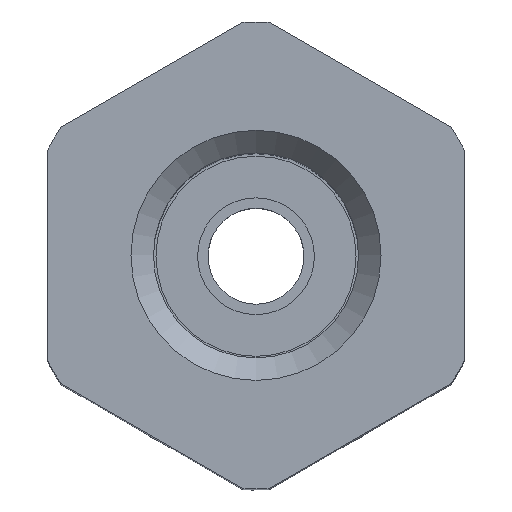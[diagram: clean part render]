
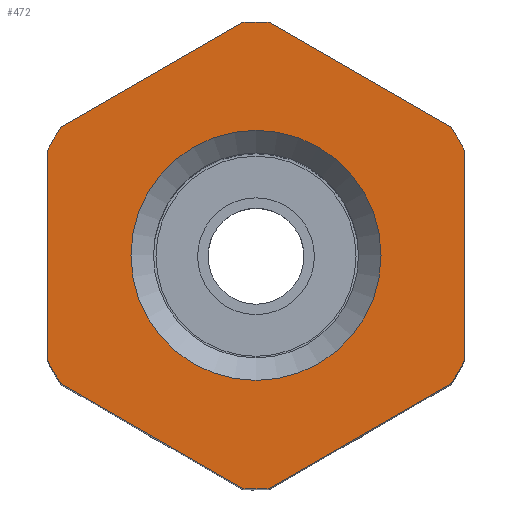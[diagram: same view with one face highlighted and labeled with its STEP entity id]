
A CAD part, top view. The second image highlights one B-rep face of the part: STEP entity #472.
In plain terms, the highlighted planar face has unit normal (0, 0, 1).
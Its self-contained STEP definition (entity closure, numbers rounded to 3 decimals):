
#51=LINE('',#839,#69);
#52=LINE('',#840,#70);
#53=LINE('',#841,#71);
#54=LINE('',#842,#72);
#55=LINE('',#843,#73);
#56=LINE('',#844,#74);
#69=VECTOR('',#652,1000.);
#70=VECTOR('',#653,1000.);
#71=VECTOR('',#654,1000.);
#72=VECTOR('',#655,1000.);
#73=VECTOR('',#656,1000.);
#74=VECTOR('',#657,1000.);
#135=ORIENTED_EDGE('',*,*,#253,.F.);
#136=ORIENTED_EDGE('',*,*,#254,.T.);
#137=ORIENTED_EDGE('',*,*,#224,.F.);
#138=ORIENTED_EDGE('',*,*,#255,.T.);
#139=ORIENTED_EDGE('',*,*,#218,.F.);
#140=ORIENTED_EDGE('',*,*,#256,.T.);
#141=ORIENTED_EDGE('',*,*,#236,.F.);
#142=ORIENTED_EDGE('',*,*,#257,.T.);
#143=ORIENTED_EDGE('',*,*,#232,.F.);
#144=ORIENTED_EDGE('',*,*,#258,.T.);
#145=ORIENTED_EDGE('',*,*,#228,.F.);
#146=ORIENTED_EDGE('',*,*,#259,.T.);
#147=ORIENTED_EDGE('',*,*,#260,.T.);
#218=EDGE_CURVE('',#280,#281,#324,.T.);
#224=EDGE_CURVE('',#286,#287,#327,.T.);
#228=EDGE_CURVE('',#290,#291,#329,.T.);
#232=EDGE_CURVE('',#294,#295,#331,.T.);
#236=EDGE_CURVE('',#298,#299,#333,.T.);
#253=EDGE_CURVE('',#306,#307,#339,.T.);
#254=EDGE_CURVE('',#306,#287,#51,.T.);
#255=EDGE_CURVE('',#286,#281,#52,.T.);
#256=EDGE_CURVE('',#280,#299,#53,.T.);
#257=EDGE_CURVE('',#298,#295,#54,.T.);
#258=EDGE_CURVE('',#294,#291,#55,.T.);
#259=EDGE_CURVE('',#290,#307,#56,.T.);
#260=EDGE_CURVE('',#308,#308,#340,.T.);
#280=VERTEX_POINT('',#736);
#281=VERTEX_POINT('',#737);
#286=VERTEX_POINT('',#748);
#287=VERTEX_POINT('',#750);
#290=VERTEX_POINT('',#757);
#291=VERTEX_POINT('',#759);
#294=VERTEX_POINT('',#766);
#295=VERTEX_POINT('',#768);
#298=VERTEX_POINT('',#775);
#299=VERTEX_POINT('',#777);
#306=VERTEX_POINT('',#837);
#307=VERTEX_POINT('',#838);
#308=VERTEX_POINT('',#846);
#324=CIRCLE('',#514,5.6);
#327=CIRCLE('',#518,5.6);
#329=CIRCLE('',#521,5.6);
#331=CIRCLE('',#524,5.6);
#333=CIRCLE('',#527,5.6);
#339=CIRCLE('',#539,5.6);
#340=CIRCLE('',#540,3.);
#367=EDGE_LOOP('',(#135,#136,#137,#138,#139,#140,#141,#142,#143,#144,#145,
#146));
#368=EDGE_LOOP('',(#147));
#415=FACE_BOUND('',#367,.T.);
#416=FACE_BOUND('',#368,.T.);
#449=PLANE('',#538);
#472=ADVANCED_FACE('',(#415,#416),#449,.F.);
#514=AXIS2_PLACEMENT_3D('',#735,#590,#591);
#518=AXIS2_PLACEMENT_3D('',#749,#601,#602);
#521=AXIS2_PLACEMENT_3D('',#758,#609,#610);
#524=AXIS2_PLACEMENT_3D('',#767,#617,#618);
#527=AXIS2_PLACEMENT_3D('',#776,#625,#626);
#538=AXIS2_PLACEMENT_3D('',#835,#648,#649);
#539=AXIS2_PLACEMENT_3D('',#836,#650,#651);
#540=AXIS2_PLACEMENT_3D('',#845,#658,#659);
#590=DIRECTION('',(0.,0.,-1.));
#591=DIRECTION('',(-1.,0.,0.));
#601=DIRECTION('',(0.,0.,-1.));
#602=DIRECTION('',(-1.,0.,0.));
#609=DIRECTION('',(0.,0.,-1.));
#610=DIRECTION('',(-1.,0.,0.));
#617=DIRECTION('',(0.,0.,-1.));
#618=DIRECTION('',(-1.,0.,0.));
#625=DIRECTION('',(0.,0.,-1.));
#626=DIRECTION('',(-1.,0.,0.));
#648=DIRECTION('',(0.,0.,-1.));
#649=DIRECTION('',(-1.,0.,0.));
#650=DIRECTION('',(0.,0.,-1.));
#651=DIRECTION('',(-1.,0.,0.));
#652=DIRECTION('',(-0.866,-0.5,0.));
#653=DIRECTION('',(0.,-1.,0.));
#654=DIRECTION('',(0.866,-0.5,0.));
#655=DIRECTION('',(0.866,0.5,0.));
#656=DIRECTION('',(0.,1.,0.));
#657=DIRECTION('',(-0.866,0.5,0.));
#658=DIRECTION('',(0.,0.,-1.));
#659=DIRECTION('',(-1.,0.,0.));
#735=CARTESIAN_POINT('',(0.,0.,27.));
#736=CARTESIAN_POINT('',(-4.684,-3.069,27.));
#737=CARTESIAN_POINT('',(-5.,-2.522,27.));
#748=CARTESIAN_POINT('',(-5.,2.522,27.));
#749=CARTESIAN_POINT('',(0.,0.,27.));
#750=CARTESIAN_POINT('',(-4.684,3.069,27.));
#757=CARTESIAN_POINT('',(4.684,3.069,27.));
#758=CARTESIAN_POINT('',(0.,0.,27.));
#759=CARTESIAN_POINT('',(5.,2.522,27.));
#766=CARTESIAN_POINT('',(5.,-2.522,27.));
#767=CARTESIAN_POINT('',(0.,0.,27.));
#768=CARTESIAN_POINT('',(4.684,-3.069,27.));
#775=CARTESIAN_POINT('',(0.316,-5.591,27.));
#776=CARTESIAN_POINT('',(0.,0.,27.));
#777=CARTESIAN_POINT('',(-0.316,-5.591,27.));
#835=CARTESIAN_POINT('',(0.,0.,27.));
#836=CARTESIAN_POINT('',(0.,0.,27.));
#837=CARTESIAN_POINT('',(-0.316,5.591,27.));
#838=CARTESIAN_POINT('',(0.316,5.591,27.));
#839=CARTESIAN_POINT('',(0.,5.774,27.));
#840=CARTESIAN_POINT('',(-5.,2.887,27.));
#841=CARTESIAN_POINT('',(-5.,-2.887,27.));
#842=CARTESIAN_POINT('',(0.,-5.774,27.));
#843=CARTESIAN_POINT('',(5.,-2.887,27.));
#844=CARTESIAN_POINT('',(5.,2.887,27.));
#845=CARTESIAN_POINT('',(0.,0.,27.));
#846=CARTESIAN_POINT('',(-3.,0.,27.));
